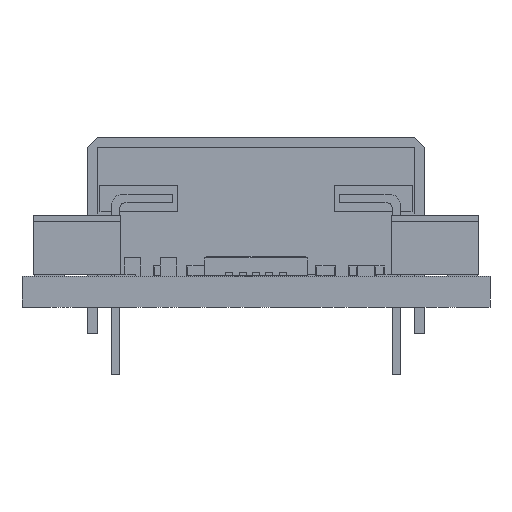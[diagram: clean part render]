
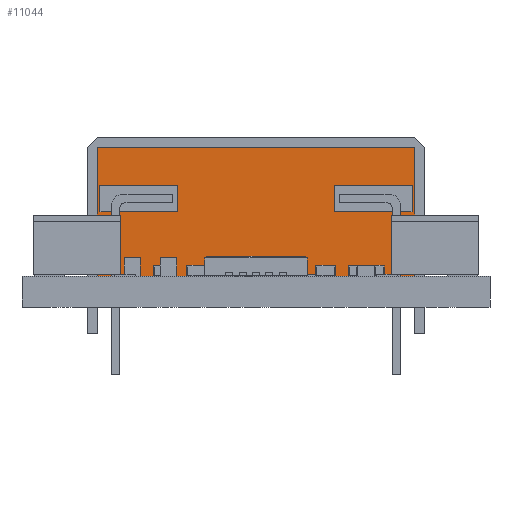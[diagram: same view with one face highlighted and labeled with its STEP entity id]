
A CAD part, left-side view. The second image highlights one B-rep face of the part: STEP entity #11044.
In plain terms, the highlighted face is planar.
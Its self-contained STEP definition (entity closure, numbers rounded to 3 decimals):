
#554=FACE_BOUND('',#1716,.T.);
#555=FACE_BOUND('',#1717,.T.);
#1121=FACE_OUTER_BOUND('',#1715,.T.);
#1715=EDGE_LOOP('',(#8875,#8876,#8877,#8878));
#1716=EDGE_LOOP('',(#8879,#8880,#8881,#8882));
#1717=EDGE_LOOP('',(#8883,#8884,#8885,#8886));
#2856=LINE('',#16866,#4054);
#2859=LINE('',#16871,#4057);
#2861=LINE('',#16875,#4059);
#2863=LINE('',#16878,#4061);
#2864=LINE('',#16882,#4062);
#2867=LINE('',#16887,#4065);
#2869=LINE('',#16891,#4067);
#2871=LINE('',#16894,#4069);
#2904=LINE('',#16962,#4102);
#2915=LINE('',#16983,#4113);
#3025=LINE('',#17210,#4223);
#3026=LINE('',#17211,#4224);
#4054=VECTOR('',#13754,10.);
#4057=VECTOR('',#13759,10.);
#4059=VECTOR('',#13763,10.);
#4061=VECTOR('',#13767,10.);
#4062=VECTOR('',#13770,10.);
#4065=VECTOR('',#13775,10.);
#4067=VECTOR('',#13779,10.);
#4069=VECTOR('',#13783,10.);
#4102=VECTOR('',#13834,10.);
#4113=VECTOR('',#13857,10.);
#4223=VECTOR('',#14061,10.);
#4224=VECTOR('',#14062,10.);
#5005=VERTEX_POINT('',#16864);
#5006=VERTEX_POINT('',#16865);
#5007=VERTEX_POINT('',#16870);
#5008=VERTEX_POINT('',#16874);
#5009=VERTEX_POINT('',#16880);
#5010=VERTEX_POINT('',#16881);
#5011=VERTEX_POINT('',#16886);
#5012=VERTEX_POINT('',#16890);
#5037=VERTEX_POINT('',#16959);
#5038=VERTEX_POINT('',#16961);
#5042=VERTEX_POINT('',#16981);
#5112=VERTEX_POINT('',#17209);
#6242=EDGE_CURVE('',#5005,#5006,#2856,.T.);
#6245=EDGE_CURVE('',#5006,#5007,#2859,.T.);
#6247=EDGE_CURVE('',#5007,#5008,#2861,.T.);
#6249=EDGE_CURVE('',#5008,#5005,#2863,.T.);
#6250=EDGE_CURVE('',#5009,#5010,#2864,.T.);
#6253=EDGE_CURVE('',#5010,#5011,#2867,.T.);
#6255=EDGE_CURVE('',#5011,#5012,#2869,.T.);
#6257=EDGE_CURVE('',#5012,#5009,#2871,.T.);
#6290=EDGE_CURVE('',#5038,#5037,#2904,.T.);
#6301=EDGE_CURVE('',#5042,#5037,#2915,.T.);
#6411=EDGE_CURVE('',#5038,#5112,#3025,.T.);
#6412=EDGE_CURVE('',#5112,#5042,#3026,.T.);
#8875=ORIENTED_EDGE('',*,*,#6411,.F.);
#8876=ORIENTED_EDGE('',*,*,#6290,.T.);
#8877=ORIENTED_EDGE('',*,*,#6301,.F.);
#8878=ORIENTED_EDGE('',*,*,#6412,.F.);
#8879=ORIENTED_EDGE('',*,*,#6242,.T.);
#8880=ORIENTED_EDGE('',*,*,#6245,.T.);
#8881=ORIENTED_EDGE('',*,*,#6247,.T.);
#8882=ORIENTED_EDGE('',*,*,#6249,.T.);
#8883=ORIENTED_EDGE('',*,*,#6250,.T.);
#8884=ORIENTED_EDGE('',*,*,#6253,.T.);
#8885=ORIENTED_EDGE('',*,*,#6255,.T.);
#8886=ORIENTED_EDGE('',*,*,#6257,.T.);
#10169=PLANE('',#11762);
#11044=ADVANCED_FACE('',(#1121,#554,#555),#10169,.T.);
#11762=AXIS2_PLACEMENT_3D('',#17208,#14059,#14060);
#13754=DIRECTION('',(0.,0.,1.));
#13759=DIRECTION('',(1.,0.,0.));
#13763=DIRECTION('',(0.,0.,-1.));
#13767=DIRECTION('',(-1.,0.,0.));
#13770=DIRECTION('',(0.,0.,1.));
#13775=DIRECTION('',(1.,0.,0.));
#13779=DIRECTION('',(0.,0.,-1.));
#13783=DIRECTION('',(-1.,0.,0.));
#13834=DIRECTION('',(0.,0.,1.));
#13857=DIRECTION('',(1.,0.,0.));
#14059=DIRECTION('center_axis',(0.,-1.,0.));
#14060=DIRECTION('ref_axis',(1.,0.,0.));
#14061=DIRECTION('',(-1.,0.,0.));
#14062=DIRECTION('',(0.,0.,1.));
#16864=CARTESIAN_POINT('',(3.813,2.25,3.165));
#16865=CARTESIAN_POINT('',(3.813,2.25,4.435));
#16866=CARTESIAN_POINT('',(3.813,2.25,2.218));
#16870=CARTESIAN_POINT('',(7.623,2.25,4.435));
#16871=CARTESIAN_POINT('',(-0.064,2.25,4.435));
#16874=CARTESIAN_POINT('',(7.623,2.25,3.165));
#16875=CARTESIAN_POINT('',(7.623,2.25,1.583));
#16878=CARTESIAN_POINT('',(-1.969,2.25,3.165));
#16880=CARTESIAN_POINT('',(-7.623,2.25,3.165));
#16881=CARTESIAN_POINT('',(-7.623,2.25,4.435));
#16882=CARTESIAN_POINT('',(-7.623,2.25,2.218));
#16886=CARTESIAN_POINT('',(-3.813,2.25,4.435));
#16887=CARTESIAN_POINT('',(-5.782,2.25,4.435));
#16890=CARTESIAN_POINT('',(-3.813,2.25,3.165));
#16891=CARTESIAN_POINT('',(-3.813,2.25,1.583));
#16894=CARTESIAN_POINT('',(-7.687,2.25,3.165));
#16959=CARTESIAN_POINT('',(7.75,2.25,6.3));
#16961=CARTESIAN_POINT('',(7.75,2.25,0.));
#16962=CARTESIAN_POINT('',(7.75,2.25,0.));
#16981=CARTESIAN_POINT('',(-7.75,2.25,6.3));
#16983=CARTESIAN_POINT('',(7.75,2.25,6.3));
#17208=CARTESIAN_POINT('Origin',(-7.75,2.25,0.));
#17209=CARTESIAN_POINT('',(-7.75,2.25,0.));
#17210=CARTESIAN_POINT('',(7.75,2.25,0.));
#17211=CARTESIAN_POINT('',(-7.75,2.25,0.));
